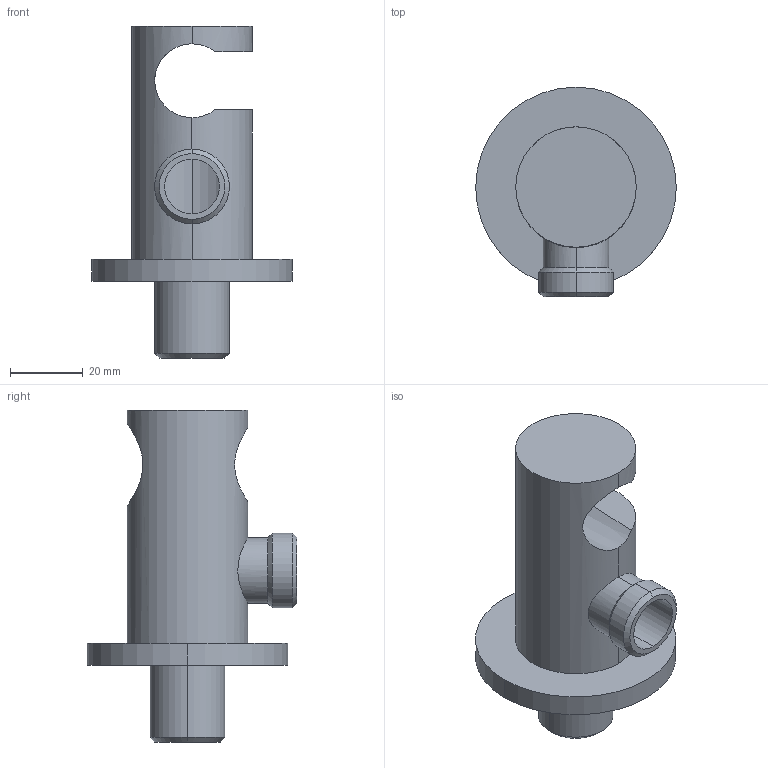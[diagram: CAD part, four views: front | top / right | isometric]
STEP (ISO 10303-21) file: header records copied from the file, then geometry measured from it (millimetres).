
FILE_DESCRIPTION((''),'2;1');
FILE_NAME('A4FT0035_ASM','2020-02-11T',('Administrator'),(''),'PRO/ENGINEER BY PARAMETRIC TECHNOLOGY CORPORATION, 2009360','PRO/ENGINEER BY PARAMETRIC TECHNOLOGY CORPORATION, 2009360','');
FILE_SCHEMA(('AUTOMOTIVE_DESIGN_CC2 { 1 2 10303 214 -1 1 5 2 }'));
Length unit declared in the file: millimetre
Products named in the file (5): PC074; F0006; X1031; N0011; A4FT0035_ASM
Assembly tree (4 placements, depth 2):
  A4FT0035_ASM
    PC074
    F0006
    X1031
    N0011
Bounding box: 55 x 57.5 x 91 mm (x, y, z)
Volume: 36023.8 mm3; surface area: 24917.6 mm2
Topology: 4 solids, 4 shells, 80 faces, 168 edges, 102 vertices
Faces by surface type: cylinder 39, plane 18, cone 17, torus 6
Entity records: 2537 total; most frequent: CARTESIAN_POINT 514, DIRECTION 428, ORIENTED_EDGE 336, AXIS2_PLACEMENT_3D 185, EDGE_CURVE 168, COLOUR_RGB 109, VERTEX_POINT 102, CIRCLE 96
